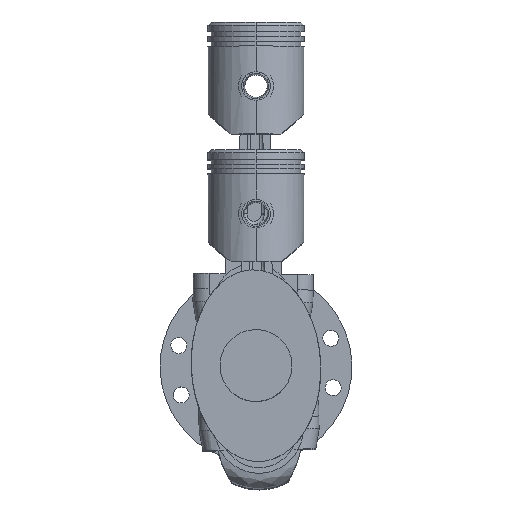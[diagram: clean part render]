
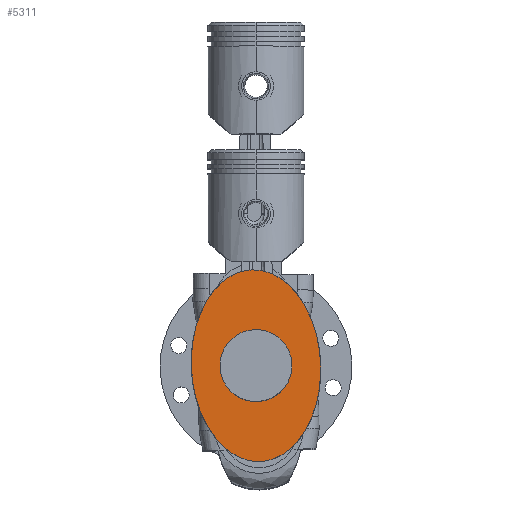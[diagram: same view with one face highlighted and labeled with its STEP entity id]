
A CAD part, top view. The second image highlights one B-rep face of the part: STEP entity #5311.
In plain terms, the highlighted face is planar.
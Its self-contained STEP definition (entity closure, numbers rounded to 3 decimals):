
#211 = EDGE_CURVE ( 'NONE', #8788, #4265, #4704, .T. ) ;
#466 = EDGE_CURVE ( 'NONE', #1511, #8397, #8564, .T. ) ;
#525 = DIRECTION ( 'NONE',  ( 0., 0., 1. ) ) ;
#800 = CARTESIAN_POINT ( 'NONE',  ( 0., -59.915, 50. ) ) ;
#1109 = ORIENTED_EDGE ( 'NONE', *, *, #7423, .F. ) ;
#1176 = PLANE ( 'NONE',  #1324 ) ;
#1324 = AXIS2_PLACEMENT_3D ( 'NONE', #8808, #6436, #9504 ) ;
#1511 = VERTEX_POINT ( 'NONE', #9362 ) ;
#1752 = EDGE_LOOP ( 'NONE', ( #8592, #2722 ) ) ;
#2052 = CARTESIAN_POINT ( 'NONE',  ( 0., 59.915, 50. ) ) ;
#2053 = CARTESIAN_POINT ( 'NONE',  ( 80.848, -59.915, 50. ) ) ;
#2722 = ORIENTED_EDGE ( 'NONE', *, *, #5743, .T. ) ;
#2916 = AXIS2_PLACEMENT_3D ( 'NONE', #7292, #525, #3548 ) ;
#3357 = CARTESIAN_POINT ( 'NONE',  ( -80.848, 59.915, 50. ) ) ;
#3432 = AXIS2_PLACEMENT_3D ( 'NONE', #7746, #5593, #4004 ) ;
#3548 = DIRECTION ( 'NONE',  ( 1., 0., 0. ) ) ;
#4004 = DIRECTION ( 'NONE',  ( 1., 0., 0. ) ) ;
#4202 = CARTESIAN_POINT ( 'NONE',  ( 0., -59.915, 50. ) ) ;
#4265 = VERTEX_POINT ( 'NONE', #5681 ) ;
#4506 = CIRCLE ( 'NONE', #2916, 22.5 ) ;
#4704 = CIRCLE ( 'NONE', #3432, 22.5 ) ;
#5230 = CARTESIAN_POINT ( 'NONE',  ( -80.848, -59.915, 50. ) ) ;
#5311 = ADVANCED_FACE ( 'NONE', ( #6576, #8663 ), #1176, .F. ) ;
#5593 = DIRECTION ( 'NONE',  ( 0., 0., 1. ) ) ;
#5681 = CARTESIAN_POINT ( 'NONE',  ( 22.5, 0., 50. ) ) ;
#5720 = CARTESIAN_POINT ( 'NONE',  ( -22.5, 0., 50. ) ) ;
#5743 = EDGE_CURVE ( 'NONE', #4265, #8788, #4506, .T. ) ;
#6436 = DIRECTION ( 'NONE',  ( 0., 0., 1. ) ) ;
#6576 = FACE_BOUND ( 'NONE', #1752, .T. ) ;
#7292 = CARTESIAN_POINT ( 'NONE',  ( 0., 0., 50. ) ) ;
#7423 = EDGE_CURVE ( 'NONE', #8397, #1511, #9524, .T. ) ;
#7621 = EDGE_LOOP ( 'NONE', ( #9022, #1109 ) ) ;
#7746 = CARTESIAN_POINT ( 'NONE',  ( 0., 0., 50. ) ) ;
#8045 = CARTESIAN_POINT ( 'NONE',  ( 0., 59.915, 50. ) ) ;
#8230 = CARTESIAN_POINT ( 'NONE',  ( 0., -59.915, 50. ) ) ;
#8397 = VERTEX_POINT ( 'NONE', #800 ) ;
#8564 =( BOUNDED_CURVE ( )  B_SPLINE_CURVE ( 3, ( #2052, #3357, #5230, #8230 ),
 .UNSPECIFIED., .F., .T. ) 
 B_SPLINE_CURVE_WITH_KNOTS ( ( 4, 4 ),
 ( 0., 3.142 ),
 .UNSPECIFIED. ) 
 CURVE ( )  GEOMETRIC_REPRESENTATION_ITEM ( )  RATIONAL_B_SPLINE_CURVE ( ( 1., 0.333, 0.333, 1. ) ) 
 REPRESENTATION_ITEM ( '' )  );
#8592 = ORIENTED_EDGE ( 'NONE', *, *, #211, .T. ) ;
#8663 = FACE_OUTER_BOUND ( 'NONE', #7621, .T. ) ;
#8788 = VERTEX_POINT ( 'NONE', #5720 ) ;
#8808 = CARTESIAN_POINT ( 'NONE',  ( 0., 0., 50. ) ) ;
#9022 = ORIENTED_EDGE ( 'NONE', *, *, #466, .F. ) ;
#9362 = CARTESIAN_POINT ( 'NONE',  ( 0., 59.915, 50. ) ) ;
#9504 = DIRECTION ( 'NONE',  ( 1., 0., 0. ) ) ;
#9524 =( BOUNDED_CURVE ( )  B_SPLINE_CURVE ( 3, ( #4202, #2053, #9533, #8045 ),
 .UNSPECIFIED., .F., .T. ) 
 B_SPLINE_CURVE_WITH_KNOTS ( ( 4, 4 ),
 ( 3.142, 6.283 ),
 .UNSPECIFIED. ) 
 CURVE ( )  GEOMETRIC_REPRESENTATION_ITEM ( )  RATIONAL_B_SPLINE_CURVE ( ( 1., 0.333, 0.333, 1. ) ) 
 REPRESENTATION_ITEM ( '' )  );
#9533 = CARTESIAN_POINT ( 'NONE',  ( 80.848, 59.915, 50. ) ) ;
